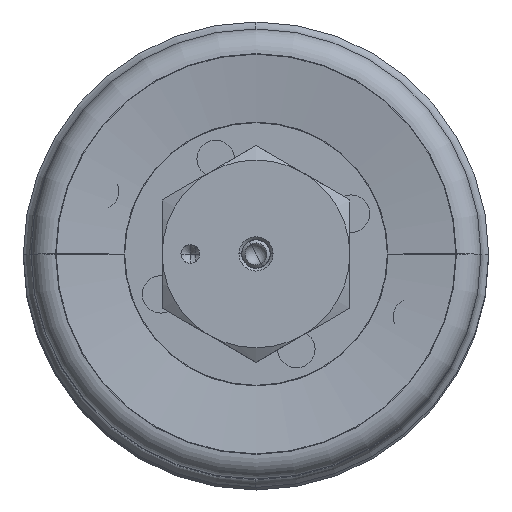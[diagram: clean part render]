
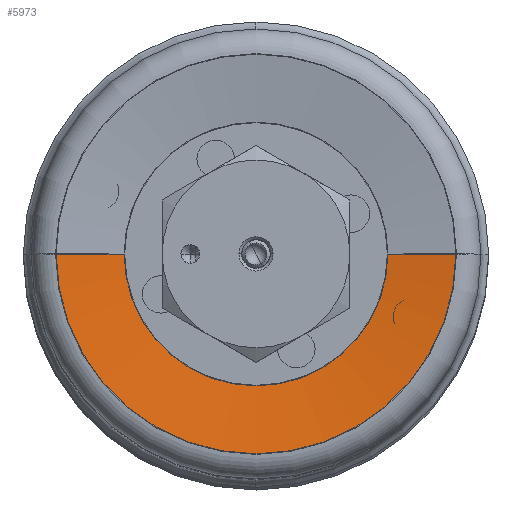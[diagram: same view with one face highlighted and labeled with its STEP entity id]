
A CAD part, top view. The second image highlights one B-rep face of the part: STEP entity #5973.
In plain terms, the highlighted conical face has half-angle 82.262 degrees and reference radius 33.814 mm.
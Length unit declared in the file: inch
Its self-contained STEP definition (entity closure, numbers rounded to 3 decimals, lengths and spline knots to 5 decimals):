
#1426 = CIRCLE ( 'NONE', #15199, 1.33125 ) ;
#1432 = CARTESIAN_POINT ( 'NONE',  ( 1.33125, 0., 0.1035 ) ) ;
#1484 = CARTESIAN_POINT ( 'NONE',  ( 0.875, 0., 0.0415 ) ) ;
#1608 = VERTEX_POINT ( 'NONE', #1484 ) ;
#1751 = AXIS2_PLACEMENT_3D ( 'NONE', #17168, #17222, #8556 ) ;
#1820 = DIRECTION ( 'NONE',  ( -0.991, 0., 0.135 ) ) ;
#2575 = LINE ( 'NONE', #16310, #9354 ) ;
#2822 = DIRECTION ( 'NONE',  ( 0.991, 0., 0.135 ) ) ;
#2859 = VERTEX_POINT ( 'NONE', #12653 ) ;
#4051 = VERTEX_POINT ( 'NONE', #15406 ) ;
#4937 = ORIENTED_EDGE ( 'NONE', *, *, #12428, .T. ) ;
#5973 = ADVANCED_FACE ( 'NONE', ( #9105 ), #12268, .F. ) ;
#6374 = CARTESIAN_POINT ( 'NONE',  ( 0., 0., 0.1035 ) ) ;
#7045 = ORIENTED_EDGE ( 'NONE', *, *, #12505, .T. ) ;
#7829 = DIRECTION ( 'NONE',  ( 0., -1., 0. ) ) ;
#8042 = DIRECTION ( 'NONE',  ( 0., 0., 1. ) ) ;
#8556 = DIRECTION ( 'NONE',  ( 1., 0., 0. ) ) ;
#9105 = FACE_OUTER_BOUND ( 'NONE', #11355, .T. ) ;
#9209 = ORIENTED_EDGE ( 'NONE', *, *, #9284, .F. ) ;
#9269 = LINE ( 'NONE', #11494, #16961 ) ;
#9284 = EDGE_CURVE ( 'NONE', #4051, #1608, #12064, .T. ) ;
#9354 = VECTOR ( 'NONE', #1820, 39.37008 ) ;
#10635 = ORIENTED_EDGE ( 'NONE', *, *, #17641, .F. ) ;
#11355 = EDGE_LOOP ( 'NONE', ( #9209, #4937, #7045, #10635 ) ) ;
#11494 = CARTESIAN_POINT ( 'NONE',  ( 1.33125, 0., 0.1035 ) ) ;
#12064 = CIRCLE ( 'NONE', #17983, 0.875 ) ;
#12268 = CONICAL_SURFACE ( 'NONE', #1751, 1.33125, 1.436 ) ;
#12428 = EDGE_CURVE ( 'NONE', #4051, #2859, #2575, .T. ) ;
#12505 = EDGE_CURVE ( 'NONE', #2859, #17646, #1426, .T. ) ;
#12653 = CARTESIAN_POINT ( 'NONE',  ( -1.33125, 0., 0.1035 ) ) ;
#15199 = AXIS2_PLACEMENT_3D ( 'NONE', #6374, #16496, #7829 ) ;
#15406 = CARTESIAN_POINT ( 'NONE',  ( -0.875, 0., 0.0415 ) ) ;
#16310 = CARTESIAN_POINT ( 'NONE',  ( -1.33125, 0., 0.1035 ) ) ;
#16496 = DIRECTION ( 'NONE',  ( 0., 0., 1. ) ) ;
#16709 = CARTESIAN_POINT ( 'NONE',  ( 0., 0., 0.0415 ) ) ;
#16961 = VECTOR ( 'NONE', #2822, 39.37008 ) ;
#17168 = CARTESIAN_POINT ( 'NONE',  ( 0., 0., 0.1035 ) ) ;
#17222 = DIRECTION ( 'NONE',  ( 0., 0., 1. ) ) ;
#17641 = EDGE_CURVE ( 'NONE', #1608, #17646, #9269, .T. ) ;
#17646 = VERTEX_POINT ( 'NONE', #1432 ) ;
#17983 = AXIS2_PLACEMENT_3D ( 'NONE', #16709, #8042, #18182 ) ;
#18182 = DIRECTION ( 'NONE',  ( 1., 0., 0. ) ) ;
